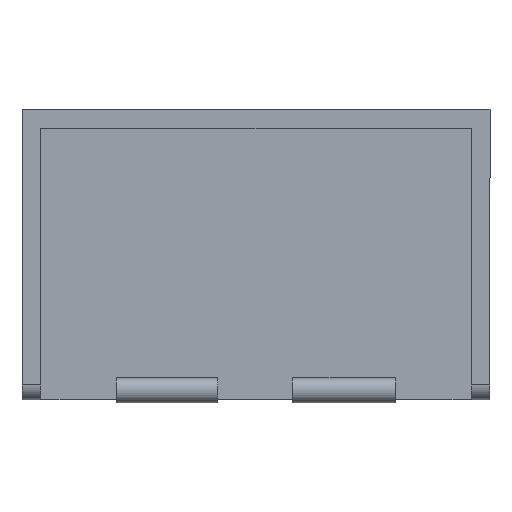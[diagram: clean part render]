
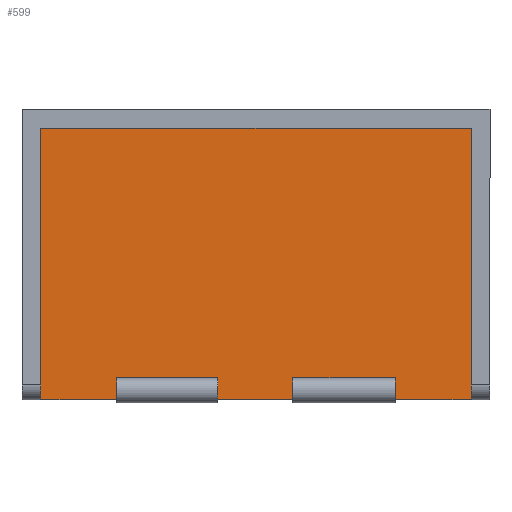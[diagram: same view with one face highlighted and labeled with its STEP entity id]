
A CAD part, front view. The second image highlights one B-rep face of the part: STEP entity #599.
In plain terms, the highlighted planar face has unit normal (0, -1, 0).
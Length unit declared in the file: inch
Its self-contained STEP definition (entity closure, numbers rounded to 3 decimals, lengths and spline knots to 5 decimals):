
#6 = VECTOR ( 'NONE', #598, 39.37008 ) ;
#14 = LINE ( 'NONE', #592, #6 ) ;
#30 = CARTESIAN_POINT ( 'NONE',  ( -3.11417, 0., -1.93307 ) ) ;
#57 = AXIS2_PLACEMENT_3D ( 'NONE', #723, #79, #409 ) ;
#62 = FACE_OUTER_BOUND ( 'NONE', #1062, .T. ) ;
#74 = ORIENTED_EDGE ( 'NONE', *, *, #704, .T. ) ;
#79 = DIRECTION ( 'NONE',  ( 0., 1., 0. ) ) ;
#90 = LINE ( 'NONE', #679, #856 ) ;
#93 = CARTESIAN_POINT ( 'NONE',  ( -1.85417, 0., -1.93307 ) ) ;
#96 = VECTOR ( 'NONE', #694, 39.37008 ) ;
#100 = DIRECTION ( 'NONE',  ( -1., 0., 0. ) ) ;
#113 = DIRECTION ( 'NONE',  ( 0., 0., 1. ) ) ;
#115 = LINE ( 'NONE', #446, #96 ) ;
#116 = CARTESIAN_POINT ( 'NONE',  ( -1.85417, 0., -1.68307 ) ) ;
#121 = LINE ( 'NONE', #30, #857 ) ;
#128 = EDGE_CURVE ( 'NONE', #1066, #330, #345, .T. ) ;
#135 = VERTEX_POINT ( 'NONE', #855 ) ;
#140 = DIRECTION ( 'NONE',  ( 0., 0., -1. ) ) ;
#152 = ORIENTED_EDGE ( 'NONE', *, *, #334, .F. ) ;
#153 = DIRECTION ( 'NONE',  ( 0., 0., 1. ) ) ;
#162 = VECTOR ( 'NONE', #944, 39.37008 ) ;
#178 = VECTOR ( 'NONE', #153, 39.37008 ) ;
#181 = ORIENTED_EDGE ( 'NONE', *, *, #654, .F. ) ;
#201 = CARTESIAN_POINT ( 'NONE',  ( -2.86417, 0., 1.68307 ) ) ;
#203 = CARTESIAN_POINT ( 'NONE',  ( 2.86417, 0., -1.93307 ) ) ;
#205 = CARTESIAN_POINT ( 'NONE',  ( -0.51, 0., -1.93307 ) ) ;
#211 = CARTESIAN_POINT ( 'NONE',  ( -0.51, 0., -1.68307 ) ) ;
#215 = EDGE_CURVE ( 'NONE', #799, #621, #521, .T. ) ;
#225 = PLANE ( 'NONE',  #57 ) ;
#252 = EDGE_CURVE ( 'NONE', #389, #791, #90, .T. ) ;
#264 = VECTOR ( 'NONE', #140, 39.37008 ) ;
#302 = DIRECTION ( 'NONE',  ( -1., 0., 0. ) ) ;
#311 = ORIENTED_EDGE ( 'NONE', *, *, #128, .T. ) ;
#330 = VERTEX_POINT ( 'NONE', #382 ) ;
#332 = LINE ( 'NONE', #490, #264 ) ;
#334 = EDGE_CURVE ( 'NONE', #791, #396, #1030, .T. ) ;
#345 = LINE ( 'NONE', #523, #681 ) ;
#377 = EDGE_CURVE ( 'NONE', #763, #621, #121, .T. ) ;
#382 = CARTESIAN_POINT ( 'NONE',  ( 2.86417, 0., 1.68307 ) ) ;
#389 = VERTEX_POINT ( 'NONE', #205 ) ;
#396 = VERTEX_POINT ( 'NONE', #116 ) ;
#409 = DIRECTION ( 'NONE',  ( 0., 0., 1. ) ) ;
#415 = EDGE_CURVE ( 'NONE', #1066, #135, #623, .T. ) ;
#418 = CARTESIAN_POINT ( 'NONE',  ( -2.86417, 0., -1.93307 ) ) ;
#442 = VECTOR ( 'NONE', #302, 39.37008 ) ;
#446 = CARTESIAN_POINT ( 'NONE',  ( 0., 0., -1.68307 ) ) ;
#490 = CARTESIAN_POINT ( 'NONE',  ( 0.49, 0., -1.80807 ) ) ;
#520 = LINE ( 'NONE', #1022, #666 ) ;
#521 = LINE ( 'NONE', #686, #162 ) ;
#523 = CARTESIAN_POINT ( 'NONE',  ( 2.86417, 0., 1.93307 ) ) ;
#527 = DIRECTION ( 'NONE',  ( -1., 0., 0. ) ) ;
#534 = DIRECTION ( 'NONE',  ( 0., 0., -1. ) ) ;
#550 = ORIENTED_EDGE ( 'NONE', *, *, #569, .F. ) ;
#560 = LINE ( 'NONE', #900, #178 ) ;
#569 = EDGE_CURVE ( 'NONE', #1060, #581, #332, .T. ) ;
#581 = VERTEX_POINT ( 'NONE', #798 ) ;
#584 = ORIENTED_EDGE ( 'NONE', *, *, #821, .T. ) ;
#592 = CARTESIAN_POINT ( 'NONE',  ( -2.86417, 0., 1.68307 ) ) ;
#598 = DIRECTION ( 'NONE',  ( -1., 0., 0. ) ) ;
#599 = ADVANCED_FACE ( 'NONE', ( #62 ), #225, .F. ) ;
#618 = EDGE_CURVE ( 'NONE', #763, #396, #560, .T. ) ;
#621 = VERTEX_POINT ( 'NONE', #418 ) ;
#623 = LINE ( 'NONE', #964, #960 ) ;
#653 = ORIENTED_EDGE ( 'NONE', *, *, #252, .F. ) ;
#654 = EDGE_CURVE ( 'NONE', #581, #389, #520, .T. ) ;
#666 = VECTOR ( 'NONE', #100, 39.37008 ) ;
#670 = DIRECTION ( 'NONE',  ( 0., 0., 1. ) ) ;
#679 = CARTESIAN_POINT ( 'NONE',  ( -0.51, 0., -1.93307 ) ) ;
#681 = VECTOR ( 'NONE', #113, 39.37008 ) ;
#686 = CARTESIAN_POINT ( 'NONE',  ( -2.86417, 0., 1.93307 ) ) ;
#694 = DIRECTION ( 'NONE',  ( 1., 0., 0. ) ) ;
#704 = EDGE_CURVE ( 'NONE', #330, #799, #14, .T. ) ;
#705 = DIRECTION ( 'NONE',  ( -1., 0., 0. ) ) ;
#714 = CARTESIAN_POINT ( 'NONE',  ( -0.51, 0., -1.68307 ) ) ;
#718 = CARTESIAN_POINT ( 'NONE',  ( 0.49, 0., -1.68307 ) ) ;
#723 = CARTESIAN_POINT ( 'NONE',  ( 0., 0., 0. ) ) ;
#725 = CARTESIAN_POINT ( 'NONE',  ( 1.85417, 0., -1.68307 ) ) ;
#731 = ORIENTED_EDGE ( 'NONE', *, *, #215, .T. ) ;
#737 = VECTOR ( 'NONE', #534, 39.37008 ) ;
#763 = VERTEX_POINT ( 'NONE', #93 ) ;
#774 = EDGE_CURVE ( 'NONE', #1060, #1005, #115, .T. ) ;
#786 = ORIENTED_EDGE ( 'NONE', *, *, #415, .F. ) ;
#790 = CARTESIAN_POINT ( 'NONE',  ( 1.85417, 0., -1.68307 ) ) ;
#791 = VERTEX_POINT ( 'NONE', #211 ) ;
#798 = CARTESIAN_POINT ( 'NONE',  ( 0.49, 0., -1.93307 ) ) ;
#799 = VERTEX_POINT ( 'NONE', #201 ) ;
#821 = EDGE_CURVE ( 'NONE', #1005, #135, #961, .T. ) ;
#825 = ORIENTED_EDGE ( 'NONE', *, *, #618, .T. ) ;
#855 = CARTESIAN_POINT ( 'NONE',  ( 1.85417, 0., -1.93307 ) ) ;
#856 = VECTOR ( 'NONE', #670, 39.37008 ) ;
#857 = VECTOR ( 'NONE', #527, 39.37008 ) ;
#900 = CARTESIAN_POINT ( 'NONE',  ( -1.85417, 0., -1.93307 ) ) ;
#944 = DIRECTION ( 'NONE',  ( 0., 0., -1. ) ) ;
#960 = VECTOR ( 'NONE', #705, 39.37008 ) ;
#961 = LINE ( 'NONE', #790, #737 ) ;
#964 = CARTESIAN_POINT ( 'NONE',  ( -3.11417, 0., -1.93307 ) ) ;
#1005 = VERTEX_POINT ( 'NONE', #725 ) ;
#1021 = ORIENTED_EDGE ( 'NONE', *, *, #774, .T. ) ;
#1022 = CARTESIAN_POINT ( 'NONE',  ( -3.11417, 0., -1.93307 ) ) ;
#1030 = LINE ( 'NONE', #714, #442 ) ;
#1060 = VERTEX_POINT ( 'NONE', #718 ) ;
#1062 = EDGE_LOOP ( 'NONE', ( #74, #731, #1064, #825, #152, #653, #181, #550, #1021, #584, #786, #311 ) ) ;
#1064 = ORIENTED_EDGE ( 'NONE', *, *, #377, .F. ) ;
#1066 = VERTEX_POINT ( 'NONE', #203 ) ;
